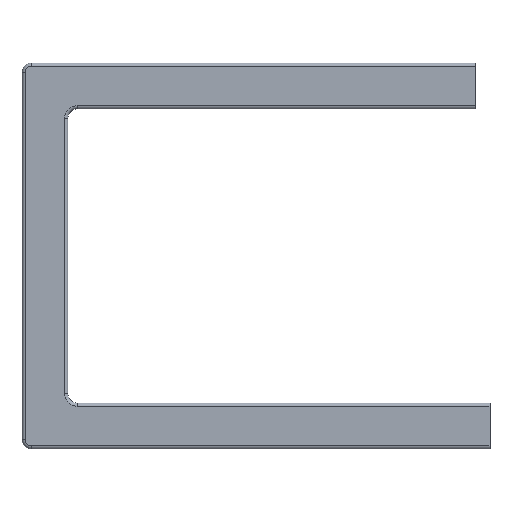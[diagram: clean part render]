
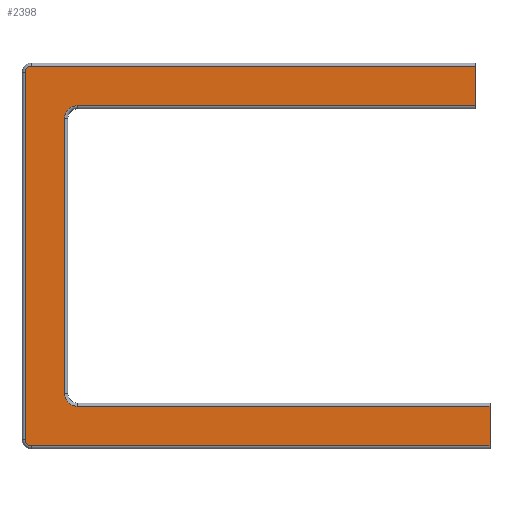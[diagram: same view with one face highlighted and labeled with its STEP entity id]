
A CAD part, top view. The second image highlights one B-rep face of the part: STEP entity #2398.
In plain terms, the highlighted planar face has unit normal (0, 0, 1).
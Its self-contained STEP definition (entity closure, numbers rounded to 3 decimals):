
#42=PLANE('',#2584);
#178=FACE_OUTER_BOUND('',#310,.T.);
#310=EDGE_LOOP('',(#2107,#2108,#2109,#2110,#2111,#2112,#2113,#2114,#2115,
#2116,#2117,#2118));
#340=CIRCLE('',#2520,4.);
#344=CIRCLE('',#2526,4.);
#353=CIRCLE('',#2544,2.);
#357=CIRCLE('',#2550,2.);
#642=LINE('',#5860,#772);
#643=LINE('',#5871,#773);
#645=LINE('',#5883,#775);
#656=LINE('',#5909,#786);
#662=LINE('',#5927,#792);
#663=LINE('',#5938,#793);
#665=LINE('',#5947,#795);
#679=LINE('',#9709,#809);
#772=VECTOR('',#2872,10.);
#773=VECTOR('',#2885,10.);
#775=VECTOR('',#2899,10.);
#786=VECTOR('',#2926,10.);
#792=VECTOR('',#2940,10.);
#793=VECTOR('',#2953,10.);
#795=VECTOR('',#2965,10.);
#809=VECTOR('',#3043,10.);
#1013=VERTEX_POINT('',#5853);
#1016=VERTEX_POINT('',#5858);
#1018=VERTEX_POINT('',#5863);
#1020=VERTEX_POINT('',#5869);
#1022=VERTEX_POINT('',#5875);
#1024=VERTEX_POINT('',#5881);
#1031=VERTEX_POINT('',#5908);
#1036=VERTEX_POINT('',#5920);
#1039=VERTEX_POINT('',#5925);
#1041=VERTEX_POINT('',#5930);
#1043=VERTEX_POINT('',#5936);
#1045=VERTEX_POINT('',#5942);
#1324=EDGE_CURVE('',#1016,#1013,#642,.T.);
#1326=EDGE_CURVE('',#1018,#1016,#340,.T.);
#1329=EDGE_CURVE('',#1020,#1018,#643,.T.);
#1332=EDGE_CURVE('',#1022,#1020,#344,.T.);
#1335=EDGE_CURVE('',#1024,#1022,#645,.T.);
#1348=EDGE_CURVE('',#1031,#1013,#656,.T.);
#1357=EDGE_CURVE('',#1039,#1036,#662,.T.);
#1359=EDGE_CURVE('',#1041,#1039,#353,.T.);
#1362=EDGE_CURVE('',#1043,#1041,#663,.T.);
#1365=EDGE_CURVE('',#1045,#1043,#357,.T.);
#1367=EDGE_CURVE('',#1031,#1045,#665,.T.);
#1423=EDGE_CURVE('',#1024,#1036,#679,.T.);
#2107=ORIENTED_EDGE('',*,*,#1335,.F.);
#2108=ORIENTED_EDGE('',*,*,#1423,.T.);
#2109=ORIENTED_EDGE('',*,*,#1357,.F.);
#2110=ORIENTED_EDGE('',*,*,#1359,.F.);
#2111=ORIENTED_EDGE('',*,*,#1362,.F.);
#2112=ORIENTED_EDGE('',*,*,#1365,.F.);
#2113=ORIENTED_EDGE('',*,*,#1367,.F.);
#2114=ORIENTED_EDGE('',*,*,#1348,.T.);
#2115=ORIENTED_EDGE('',*,*,#1324,.F.);
#2116=ORIENTED_EDGE('',*,*,#1326,.F.);
#2117=ORIENTED_EDGE('',*,*,#1329,.F.);
#2118=ORIENTED_EDGE('',*,*,#1332,.F.);
#2398=ADVANCED_FACE('',(#178),#42,.T.);
#2520=AXIS2_PLACEMENT_3D('',#5865,#2877,#2878);
#2526=AXIS2_PLACEMENT_3D('',#5877,#2891,#2892);
#2544=AXIS2_PLACEMENT_3D('',#5932,#2945,#2946);
#2550=AXIS2_PLACEMENT_3D('',#5944,#2959,#2960);
#2584=AXIS2_PLACEMENT_3D('',#9708,#3041,#3042);
#2872=DIRECTION('',(1.,0.,0.));
#2877=DIRECTION('center_axis',(0.,0.,1.));
#2878=DIRECTION('ref_axis',(-0.707,-0.707,0.));
#2885=DIRECTION('',(0.,-1.,0.));
#2891=DIRECTION('center_axis',(0.,0.,1.));
#2892=DIRECTION('ref_axis',(-0.707,0.707,0.));
#2899=DIRECTION('',(-1.,0.,0.));
#2926=DIRECTION('',(0.,1.,0.));
#2940=DIRECTION('',(1.,0.,0.));
#2945=DIRECTION('center_axis',(0.,0.,-1.));
#2946=DIRECTION('ref_axis',(-0.707,0.707,0.));
#2953=DIRECTION('',(0.,1.,0.));
#2959=DIRECTION('center_axis',(0.,0.,-1.));
#2960=DIRECTION('ref_axis',(-0.707,-0.707,0.));
#2965=DIRECTION('',(-1.,0.,0.));
#3041=DIRECTION('center_axis',(0.,0.,1.));
#3042=DIRECTION('ref_axis',(1.,0.,0.));
#3043=DIRECTION('',(0.,1.,0.));
#5853=CARTESIAN_POINT('',(137.588,-96.725,9.));
#5858=CARTESIAN_POINT('',(2.525,-96.725,9.));
#5860=CARTESIAN_POINT('',(99.322,-96.725,9.));
#5863=CARTESIAN_POINT('',(-1.475,-92.725,9.));
#5865=CARTESIAN_POINT('Origin',(2.525,-92.725,9.));
#5869=CARTESIAN_POINT('',(-1.475,-2.525,9.));
#5871=CARTESIAN_POINT('',(-1.475,-70.175,9.));
#5875=CARTESIAN_POINT('',(2.525,1.475,9.));
#5877=CARTESIAN_POINT('Origin',(2.525,-2.525,9.));
#5881=CARTESIAN_POINT('',(132.825,1.475,9.));
#5883=CARTESIAN_POINT('',(31.791,1.475,9.));
#5908=CARTESIAN_POINT('',(137.588,-109.725,9.));
#5909=CARTESIAN_POINT('',(137.588,-110.725,9.));
#5920=CARTESIAN_POINT('',(132.825,14.475,9.));
#5925=CARTESIAN_POINT('',(-12.475,14.475,9.));
#5927=CARTESIAN_POINT('',(96.941,14.475,9.));
#5930=CARTESIAN_POINT('',(-14.475,12.475,9.));
#5932=CARTESIAN_POINT('Origin',(-12.475,12.475,9.));
#5936=CARTESIAN_POINT('',(-14.475,-107.725,9.));
#5938=CARTESIAN_POINT('',(-14.475,-17.575,9.));
#5942=CARTESIAN_POINT('',(-12.475,-109.725,9.));
#5944=CARTESIAN_POINT('Origin',(-12.475,-107.725,9.));
#5947=CARTESIAN_POINT('',(24.291,-109.725,9.));
#9708=CARTESIAN_POINT('Origin',(61.056,-47.625,9.));
#9709=CARTESIAN_POINT('',(132.825,-18.525,9.));
